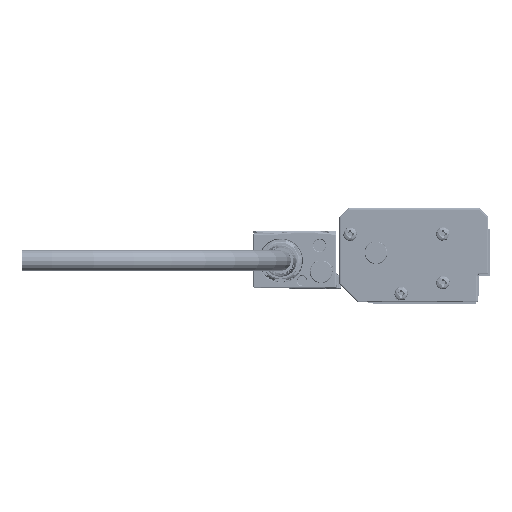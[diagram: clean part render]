
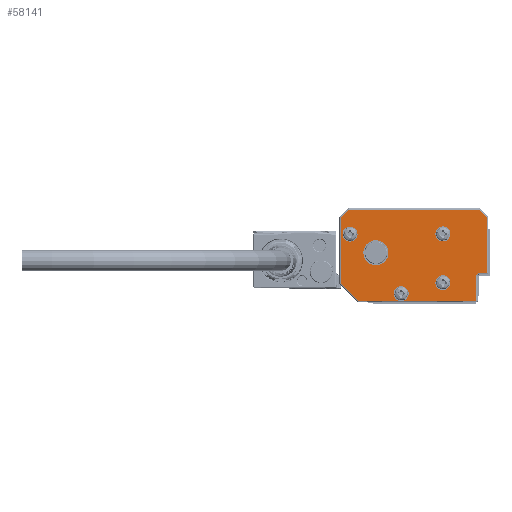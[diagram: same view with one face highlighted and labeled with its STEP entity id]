
A CAD part, left-side view. The second image highlights one B-rep face of the part: STEP entity #58141.
In plain terms, the highlighted planar face has unit normal (-1, 0, 0).
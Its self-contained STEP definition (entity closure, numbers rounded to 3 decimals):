
#57926=AXIS2_PLACEMENT_3D('Circle Axis2P3D',#57924,#57925,$) ;
#57954=AXIS2_PLACEMENT_3D('Circle Axis2P3D',#57952,#57953,$) ;
#57969=AXIS2_PLACEMENT_3D('Plane Axis2P3D',#57966,#57967,#57968) ;
#57973=AXIS2_PLACEMENT_3D('Circle Axis2P3D',#57971,#57972,$) ;
#57980=AXIS2_PLACEMENT_3D('Circle Axis2P3D',#57978,#57979,$) ;
#57987=AXIS2_PLACEMENT_3D('Circle Axis2P3D',#57985,#57986,$) ;
#57999=AXIS2_PLACEMENT_3D('Circle Axis2P3D',#57997,#57998,$) ;
#58071=AXIS2_PLACEMENT_3D('Circle Axis2P3D',#58069,#58070,$) ;
#58080=AXIS2_PLACEMENT_3D('Circle Axis2P3D',#58078,#58079,$) ;
#58089=AXIS2_PLACEMENT_3D('Circle Axis2P3D',#58087,#58088,$) ;
#58098=AXIS2_PLACEMENT_3D('Circle Axis2P3D',#58096,#58097,$) ;
#58107=AXIS2_PLACEMENT_3D('Circle Axis2P3D',#58105,#58106,$) ;
#58116=AXIS2_PLACEMENT_3D('Circle Axis2P3D',#58114,#58115,$) ;
#58125=AXIS2_PLACEMENT_3D('Circle Axis2P3D',#58123,#58124,$) ;
#58134=AXIS2_PLACEMENT_3D('Circle Axis2P3D',#58132,#58133,$) ;
#46854=CARTESIAN_POINT('Vertex',(-3773.,8.4,-1.)) ;
#46856=CARTESIAN_POINT('Vertex',(-3773.,7.,-1.)) ;
#46859=CARTESIAN_POINT('Line Origine',(-3773.,3.5,-1.)) ;
#46863=CARTESIAN_POINT('Vertex',(-3773.,21.793,-1.)) ;
#46875=CARTESIAN_POINT('Vertex',(-3773.,-17.,-1.)) ;
#46878=CARTESIAN_POINT('Line Origine',(-3773.,3.5,-1.)) ;
#57924=CARTESIAN_POINT('Axis2P3D Location',(-3773.,7.7,1.4)) ;
#57928=CARTESIAN_POINT('Vertex',(-3773.,5.2,1.4)) ;
#57949=CARTESIAN_POINT('Vertex',(-3773.,9.894,0.201)) ;
#57952=CARTESIAN_POINT('Axis2P3D Location',(-3773.,7.7,1.4)) ;
#57966=CARTESIAN_POINT('Axis2P3D Location',(-3773.,-21.5,13.5)) ;
#57971=CARTESIAN_POINT('Axis2P3D Location',(-3773.,7.7,1.4)) ;
#57975=CARTESIAN_POINT('Vertex',(-3773.,10.2,1.4)) ;
#57978=CARTESIAN_POINT('Axis2P3D Location',(-3773.,7.7,1.4)) ;
#57982=CARTESIAN_POINT('Vertex',(-3773.,5.506,2.599)) ;
#57985=CARTESIAN_POINT('Axis2P3D Location',(-3773.,7.7,1.4)) ;
#57990=CARTESIAN_POINT('Line Origine',(-3773.,-17.,3.1)) ;
#57994=CARTESIAN_POINT('Vertex',(-3773.,-17.,7.2)) ;
#57997=CARTESIAN_POINT('Axis2P3D Location',(-3773.,-18.,7.2)) ;
#58001=CARTESIAN_POINT('Vertex',(-3773.,-18.,8.2)) ;
#58004=CARTESIAN_POINT('Line Origine',(-3773.,-19.25,8.2)) ;
#58008=CARTESIAN_POINT('Vertex',(-3773.,-20.5,8.2)) ;
#58011=CARTESIAN_POINT('Line Origine',(-3773.,-20.5,17.246)) ;
#58015=CARTESIAN_POINT('Vertex',(-3773.,-20.5,26.293)) ;
#58018=CARTESIAN_POINT('Line Origine',(-3773.,-19.146,27.646)) ;
#58022=CARTESIAN_POINT('Vertex',(-3773.,-17.793,29.)) ;
#58025=CARTESIAN_POINT('Line Origine',(-3773.,3.5,29.)) ;
#58029=CARTESIAN_POINT('Vertex',(-3773.,24.793,29.)) ;
#58032=CARTESIAN_POINT('Line Origine',(-3773.,26.146,27.646)) ;
#58036=CARTESIAN_POINT('Vertex',(-3773.,27.5,26.293)) ;
#58039=CARTESIAN_POINT('Line Origine',(-3773.,27.5,15.5)) ;
#58043=CARTESIAN_POINT('Vertex',(-3773.,27.5,4.707)) ;
#58046=CARTESIAN_POINT('Line Origine',(-3773.,24.646,1.854)) ;
#58069=CARTESIAN_POINT('Axis2P3D Location',(-3773.,-6.,5.)) ;
#58073=CARTESIAN_POINT('Vertex',(-3773.,-3.806,3.801)) ;
#58075=CARTESIAN_POINT('Vertex',(-3773.,-8.194,6.199)) ;
#58078=CARTESIAN_POINT('Axis2P3D Location',(-3773.,-6.,5.)) ;
#58087=CARTESIAN_POINT('Axis2P3D Location',(-3773.,16.,14.8)) ;
#58091=CARTESIAN_POINT('Vertex',(-3773.,11.85,14.8)) ;
#58093=CARTESIAN_POINT('Vertex',(-3773.,20.15,14.8)) ;
#58096=CARTESIAN_POINT('Axis2P3D Location',(-3773.,16.,14.8)) ;
#58105=CARTESIAN_POINT('Axis2P3D Location',(-3773.,-6.,21.)) ;
#58109=CARTESIAN_POINT('Vertex',(-3773.,-8.194,22.199)) ;
#58111=CARTESIAN_POINT('Vertex',(-3773.,-3.806,19.801)) ;
#58114=CARTESIAN_POINT('Axis2P3D Location',(-3773.,-6.,21.)) ;
#58123=CARTESIAN_POINT('Axis2P3D Location',(-3773.,24.5,20.9)) ;
#58127=CARTESIAN_POINT('Vertex',(-3773.,22.306,22.099)) ;
#58129=CARTESIAN_POINT('Vertex',(-3773.,26.694,19.701)) ;
#58132=CARTESIAN_POINT('Axis2P3D Location',(-3773.,24.5,20.9)) ;
#46860=DIRECTION('Vector Direction',(0.,1.,0.)) ;
#46879=DIRECTION('Vector Direction',(0.,1.,0.)) ;
#57925=DIRECTION('Axis2P3D Direction',(-1.,0.,0.)) ;
#57953=DIRECTION('Axis2P3D Direction',(-1.,0.,0.)) ;
#57967=DIRECTION('Axis2P3D Direction',(1.,0.,0.)) ;
#57968=DIRECTION('Axis2P3D XDirection',(0.,1.,0.)) ;
#57972=DIRECTION('Axis2P3D Direction',(1.,0.,0.)) ;
#57979=DIRECTION('Axis2P3D Direction',(1.,0.,0.)) ;
#57986=DIRECTION('Axis2P3D Direction',(1.,0.,0.)) ;
#57991=DIRECTION('Vector Direction',(0.,0.,1.)) ;
#57998=DIRECTION('Axis2P3D Direction',(1.,0.,0.)) ;
#58005=DIRECTION('Vector Direction',(0.,-1.,0.)) ;
#58012=DIRECTION('Vector Direction',(0.,0.,1.)) ;
#58019=DIRECTION('Vector Direction',(0.,-0.707,-0.707)) ;
#58026=DIRECTION('Vector Direction',(0.,1.,0.)) ;
#58033=DIRECTION('Vector Direction',(0.,0.707,-0.707)) ;
#58040=DIRECTION('Vector Direction',(0.,0.,-1.)) ;
#58047=DIRECTION('Vector Direction',(0.,-0.707,-0.707)) ;
#58070=DIRECTION('Axis2P3D Direction',(1.,0.,0.)) ;
#58079=DIRECTION('Axis2P3D Direction',(1.,0.,0.)) ;
#58088=DIRECTION('Axis2P3D Direction',(1.,0.,0.)) ;
#58097=DIRECTION('Axis2P3D Direction',(1.,0.,0.)) ;
#58106=DIRECTION('Axis2P3D Direction',(1.,0.,0.)) ;
#58115=DIRECTION('Axis2P3D Direction',(1.,0.,0.)) ;
#58124=DIRECTION('Axis2P3D Direction',(1.,0.,0.)) ;
#58133=DIRECTION('Axis2P3D Direction',(1.,0.,0.)) ;
#46861=VECTOR('Line Direction',#46860,1.) ;
#46880=VECTOR('Line Direction',#46879,1.) ;
#57992=VECTOR('Line Direction',#57991,1.) ;
#58006=VECTOR('Line Direction',#58005,1.) ;
#58013=VECTOR('Line Direction',#58012,1.) ;
#58020=VECTOR('Line Direction',#58019,1.) ;
#58027=VECTOR('Line Direction',#58026,1.) ;
#58034=VECTOR('Line Direction',#58033,1.) ;
#58041=VECTOR('Line Direction',#58040,1.) ;
#58048=VECTOR('Line Direction',#58047,1.) ;
#58052=ORIENTED_EDGE('',*,*,#57956,.T.) ;
#58053=ORIENTED_EDGE('',*,*,#57977,.T.) ;
#58054=ORIENTED_EDGE('',*,*,#57984,.T.) ;
#58055=ORIENTED_EDGE('',*,*,#57989,.T.) ;
#58056=ORIENTED_EDGE('',*,*,#57930,.T.) ;
#58057=ORIENTED_EDGE('',*,*,#46882,.F.) ;
#58058=ORIENTED_EDGE('',*,*,#57996,.F.) ;
#58059=ORIENTED_EDGE('',*,*,#58003,.F.) ;
#58060=ORIENTED_EDGE('',*,*,#58010,.F.) ;
#58061=ORIENTED_EDGE('',*,*,#58017,.F.) ;
#58062=ORIENTED_EDGE('',*,*,#58024,.F.) ;
#58063=ORIENTED_EDGE('',*,*,#58031,.F.) ;
#58064=ORIENTED_EDGE('',*,*,#58038,.F.) ;
#58065=ORIENTED_EDGE('',*,*,#58045,.F.) ;
#58066=ORIENTED_EDGE('',*,*,#58050,.F.) ;
#58067=ORIENTED_EDGE('',*,*,#46865,.F.) ;
#58084=ORIENTED_EDGE('',*,*,#58077,.T.) ;
#58085=ORIENTED_EDGE('',*,*,#58082,.T.) ;
#58102=ORIENTED_EDGE('',*,*,#58095,.T.) ;
#58103=ORIENTED_EDGE('',*,*,#58100,.T.) ;
#58120=ORIENTED_EDGE('',*,*,#58113,.T.) ;
#58121=ORIENTED_EDGE('',*,*,#58118,.T.) ;
#58138=ORIENTED_EDGE('',*,*,#58131,.T.) ;
#58139=ORIENTED_EDGE('',*,*,#58136,.T.) ;
#58086=FACE_BOUND('',#58083,.T.) ;
#58104=FACE_BOUND('',#58101,.T.) ;
#58122=FACE_BOUND('',#58119,.T.) ;
#58140=FACE_BOUND('',#58137,.T.) ;
#58141=ADVANCED_FACE('\X2\FF8AFF9FFF70FF82\X0\ \X2\FF8EFF9EFF83FF9EFF68FF70\X0\',(#58068,#58086,#58104,#58122,#58140),#57970,.F.) ;
#57927=CIRCLE('generated circle',#57926,2.5) ;
#57955=CIRCLE('generated circle',#57954,2.5) ;
#57974=CIRCLE('generated circle',#57973,2.5) ;
#57981=CIRCLE('generated circle',#57980,2.5) ;
#57988=CIRCLE('generated circle',#57987,2.5) ;
#58000=CIRCLE('generated circle',#57999,1.) ;
#58072=CIRCLE('generated circle',#58071,2.5) ;
#58081=CIRCLE('generated circle',#58080,2.5) ;
#58090=CIRCLE('generated circle',#58089,4.15) ;
#58099=CIRCLE('generated circle',#58098,4.15) ;
#58108=CIRCLE('generated circle',#58107,2.5) ;
#58117=CIRCLE('generated circle',#58116,2.5) ;
#58126=CIRCLE('generated circle',#58125,2.5) ;
#58135=CIRCLE('generated circle',#58134,2.5) ;
#46865=EDGE_CURVE('',#46855,#46864,#46862,.T.) ;
#46882=EDGE_CURVE('',#46876,#46857,#46881,.T.) ;
#57930=EDGE_CURVE('',#57929,#46857,#57927,.F.) ;
#57956=EDGE_CURVE('',#46855,#57950,#57955,.F.) ;
#57977=EDGE_CURVE('',#57950,#57976,#57974,.T.) ;
#57984=EDGE_CURVE('',#57976,#57983,#57981,.T.) ;
#57989=EDGE_CURVE('',#57983,#57929,#57988,.T.) ;
#57996=EDGE_CURVE('',#57995,#46876,#57993,.F.) ;
#58003=EDGE_CURVE('',#58002,#57995,#58000,.F.) ;
#58010=EDGE_CURVE('',#58009,#58002,#58007,.F.) ;
#58017=EDGE_CURVE('',#58016,#58009,#58014,.F.) ;
#58024=EDGE_CURVE('',#58023,#58016,#58021,.T.) ;
#58031=EDGE_CURVE('',#58030,#58023,#58028,.F.) ;
#58038=EDGE_CURVE('',#58037,#58030,#58035,.F.) ;
#58045=EDGE_CURVE('',#58044,#58037,#58042,.F.) ;
#58050=EDGE_CURVE('',#46864,#58044,#58049,.F.) ;
#58077=EDGE_CURVE('',#58074,#58076,#58072,.T.) ;
#58082=EDGE_CURVE('',#58076,#58074,#58081,.T.) ;
#58095=EDGE_CURVE('',#58092,#58094,#58090,.T.) ;
#58100=EDGE_CURVE('',#58094,#58092,#58099,.T.) ;
#58113=EDGE_CURVE('',#58110,#58112,#58108,.T.) ;
#58118=EDGE_CURVE('',#58112,#58110,#58117,.T.) ;
#58131=EDGE_CURVE('',#58128,#58130,#58126,.T.) ;
#58136=EDGE_CURVE('',#58130,#58128,#58135,.T.) ;
#58051=EDGE_LOOP('',(#58052,#58053,#58054,#58055,#58056,#58057,#58058,#58059,#58060,#58061,#58062,#58063,#58064,#58065,#58066,#58067)) ;
#58083=EDGE_LOOP('',(#58084,#58085)) ;
#58101=EDGE_LOOP('',(#58102,#58103)) ;
#58119=EDGE_LOOP('',(#58120,#58121)) ;
#58137=EDGE_LOOP('',(#58138,#58139)) ;
#58068=FACE_OUTER_BOUND('',#58051,.T.) ;
#46862=LINE('Line',#46859,#46861) ;
#46881=LINE('Line',#46878,#46880) ;
#57993=LINE('Line',#57990,#57992) ;
#58007=LINE('Line',#58004,#58006) ;
#58014=LINE('Line',#58011,#58013) ;
#58021=LINE('Line',#58018,#58020) ;
#58028=LINE('Line',#58025,#58027) ;
#58035=LINE('Line',#58032,#58034) ;
#58042=LINE('Line',#58039,#58041) ;
#58049=LINE('Line',#58046,#58048) ;
#57970=PLANE('Plane',#57969) ;
#46855=VERTEX_POINT('',#46854) ;
#46857=VERTEX_POINT('',#46856) ;
#46864=VERTEX_POINT('',#46863) ;
#46876=VERTEX_POINT('',#46875) ;
#57929=VERTEX_POINT('',#57928) ;
#57950=VERTEX_POINT('',#57949) ;
#57976=VERTEX_POINT('',#57975) ;
#57983=VERTEX_POINT('',#57982) ;
#57995=VERTEX_POINT('',#57994) ;
#58002=VERTEX_POINT('',#58001) ;
#58009=VERTEX_POINT('',#58008) ;
#58016=VERTEX_POINT('',#58015) ;
#58023=VERTEX_POINT('',#58022) ;
#58030=VERTEX_POINT('',#58029) ;
#58037=VERTEX_POINT('',#58036) ;
#58044=VERTEX_POINT('',#58043) ;
#58074=VERTEX_POINT('',#58073) ;
#58076=VERTEX_POINT('',#58075) ;
#58092=VERTEX_POINT('',#58091) ;
#58094=VERTEX_POINT('',#58093) ;
#58110=VERTEX_POINT('',#58109) ;
#58112=VERTEX_POINT('',#58111) ;
#58128=VERTEX_POINT('',#58127) ;
#58130=VERTEX_POINT('',#58129) ;
